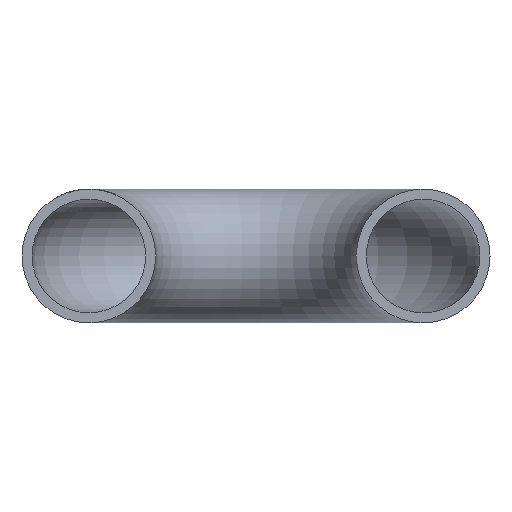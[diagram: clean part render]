
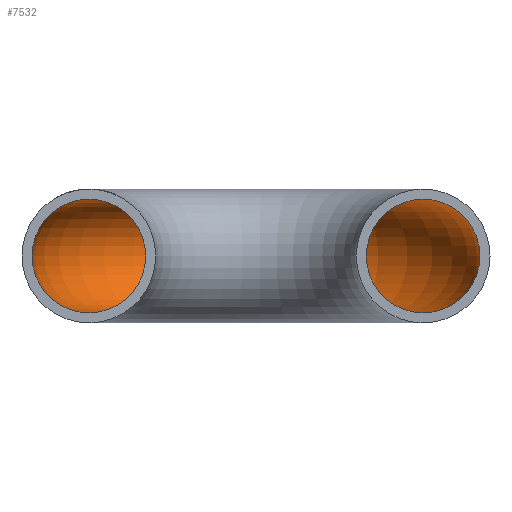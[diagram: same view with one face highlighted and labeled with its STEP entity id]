
A CAD part, front view. The second image highlights one B-rep face of the part: STEP entity #7532.
In plain terms, the highlighted toroidal (fillet/blend) face has major radius 25 mm and minor radius 8.5 mm.
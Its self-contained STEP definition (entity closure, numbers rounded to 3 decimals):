
#583 = CARTESIAN_POINT ( 'NONE',  ( 0., 0., 0. ) ) ;
#965 = ORIENTED_EDGE ( 'NONE', *, *, #2155, .T. ) ;
#1110 = VERTEX_POINT ( 'NONE', #6231 ) ;
#1351 = EDGE_CURVE ( 'NONE', #11644, #11644, #5019, .T. ) ;
#1910 = DIRECTION ( 'NONE',  ( 0., -1., 0. ) ) ;
#1912 = EDGE_LOOP ( 'NONE', ( #965 ) ) ;
#1938 = DIRECTION ( 'NONE',  ( 0., 0., 1. ) ) ;
#2155 = EDGE_CURVE ( 'NONE', #1110, #1110, #7716, .T. ) ;
#2433 = DIRECTION ( 'NONE',  ( 0., 0., -1. ) ) ;
#2835 = DIRECTION ( 'NONE',  ( 1., 0., 0. ) ) ;
#4089 = ORIENTED_EDGE ( 'NONE', *, *, #1351, .F. ) ;
#5019 = CIRCLE ( 'NONE', #10904, 8.5 ) ;
#6071 = EDGE_LOOP ( 'NONE', ( #4089 ) ) ;
#6231 = CARTESIAN_POINT ( 'NONE',  ( 33.5, 0., 0. ) ) ;
#6504 = DIRECTION ( 'NONE',  ( 0., 1., 0. ) ) ;
#6995 = FACE_OUTER_BOUND ( 'NONE', #1912, .T. ) ;
#7494 = CARTESIAN_POINT ( 'NONE',  ( -25., 0., 0. ) ) ;
#7532 = ADVANCED_FACE ( 'NONE', ( #6995, #11612 ), #8527, .F. ) ;
#7716 = CIRCLE ( 'NONE', #10459, 8.5 ) ;
#8527 = TOROIDAL_SURFACE ( 'NONE', #9118, 25., 8.5 ) ;
#9118 = AXIS2_PLACEMENT_3D ( 'NONE', #583, #2433, #9754 ) ;
#9548 = CARTESIAN_POINT ( 'NONE',  ( -25., 0., 8.5 ) ) ;
#9754 = DIRECTION ( 'NONE',  ( -1., 0., 0. ) ) ;
#10042 = CARTESIAN_POINT ( 'NONE',  ( 25., 0., 0. ) ) ;
#10459 = AXIS2_PLACEMENT_3D ( 'NONE', #10042, #1910, #2835 ) ;
#10904 = AXIS2_PLACEMENT_3D ( 'NONE', #7494, #6504, #1938 ) ;
#11612 = FACE_OUTER_BOUND ( 'NONE', #6071, .T. ) ;
#11644 = VERTEX_POINT ( 'NONE', #9548 ) ;
